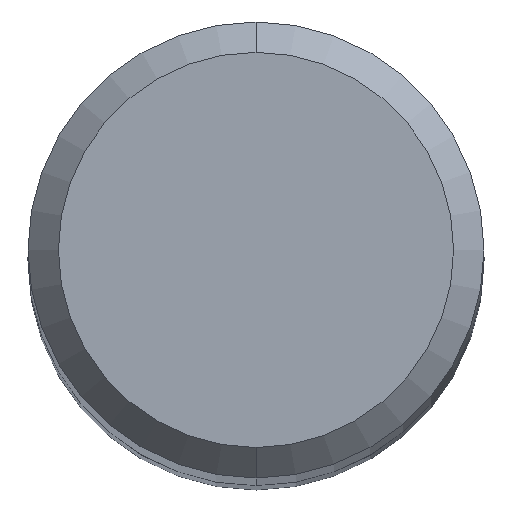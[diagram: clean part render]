
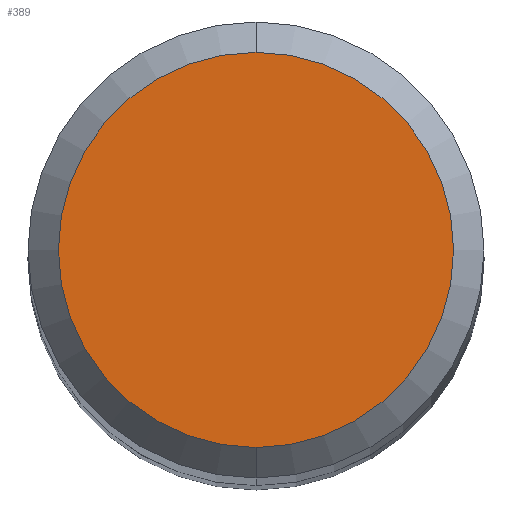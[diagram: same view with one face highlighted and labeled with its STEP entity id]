
A CAD part, top view. The second image highlights one B-rep face of the part: STEP entity #389.
In plain terms, the highlighted planar face has unit normal (0, 0, 1).
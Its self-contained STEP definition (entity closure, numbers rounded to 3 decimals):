
#203=EDGE_CURVE('',#361,#353,#478,.T.);
#353=VERTEX_POINT('',#646);
#361=VERTEX_POINT('',#655);
#389=ADVANCED_FACE('',(#686),#687,.T.);
#399=EDGE_CURVE('',#353,#361,#699,.T.);
#478=CIRCLE('',#834,2.6);
#646=CARTESIAN_POINT('',(0.,-2.6,0.0));
#655=CARTESIAN_POINT('',(0.0,2.6,0.0));
#686=FACE_OUTER_BOUND('',#1213,.T.);
#687=PLANE('',#1214);
#699=CIRCLE('',#1256,2.6);
#834=AXIS2_PLACEMENT_3D('',#1329,#1330,#1331);
#1213=EDGE_LOOP('',(#1580,#1581));
#1214=AXIS2_PLACEMENT_3D('',#1582,#1583,#1584);
#1256=AXIS2_PLACEMENT_3D('',#1609,#1610,#1611);
#1329=CARTESIAN_POINT('',(0.0,0.0,0.0));
#1330=DIRECTION('',(0.0,0.0,-1.0));
#1331=DIRECTION('',(0.0,1.0,0.0));
#1580=ORIENTED_EDGE('',*,*,#203,.F.);
#1581=ORIENTED_EDGE('',*,*,#399,.F.);
#1582=CARTESIAN_POINT('',(0.0,1.3,0.0));
#1583=DIRECTION('',(-0.0,0.0,1.0));
#1584=DIRECTION('',(0.0,-1.0,0.0));
#1609=CARTESIAN_POINT('',(0.0,0.0,0.0));
#1610=DIRECTION('',(0.0,0.0,-1.0));
#1611=DIRECTION('',(0.0,1.0,0.0));
